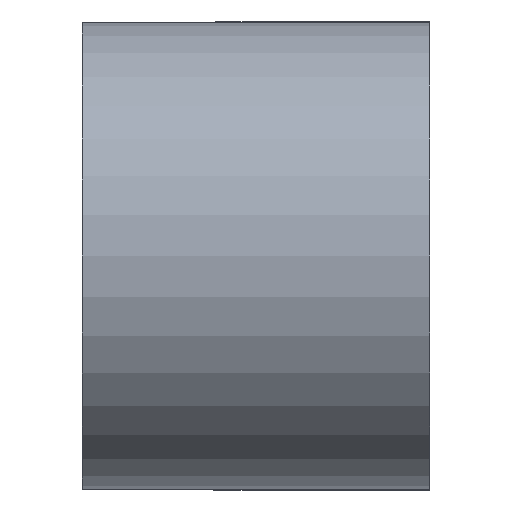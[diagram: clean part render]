
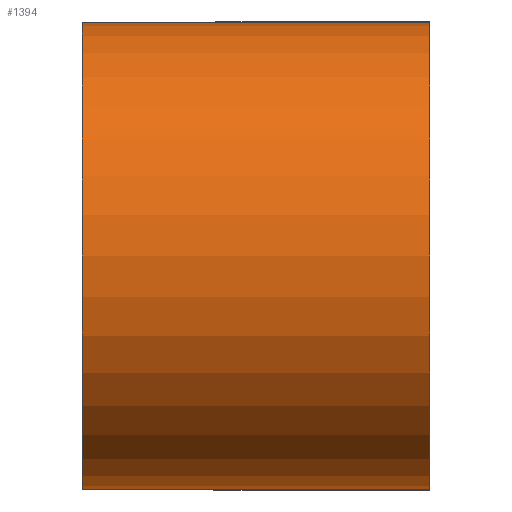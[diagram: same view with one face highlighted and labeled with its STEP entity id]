
A CAD part, left-side view. The second image highlights one B-rep face of the part: STEP entity #1394.
In plain terms, the highlighted cylindrical face has radius 3.5 mm (diameter 7 mm), a partial arc.
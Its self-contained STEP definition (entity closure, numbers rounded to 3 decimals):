
#164=FACE_OUTER_BOUND('',#248,.T.);
#248=EDGE_LOOP('',(#1212,#1213,#1214,#1215));
#295=CIRCLE('',#1491,3.5);
#326=CIRCLE('',#1542,3.5);
#434=LINE('',#3190,#534);
#435=LINE('',#3193,#535);
#534=VECTOR('',#1867,10.);
#535=VECTOR('',#1870,10.);
#617=VERTEX_POINT('',#3022);
#618=VERTEX_POINT('',#3024);
#678=VERTEX_POINT('',#3189);
#679=VERTEX_POINT('',#3191);
#784=EDGE_CURVE('',#618,#617,#295,.T.);
#869=EDGE_CURVE('',#617,#678,#434,.T.);
#870=EDGE_CURVE('',#678,#679,#326,.T.);
#871=EDGE_CURVE('',#679,#618,#435,.T.);
#1212=ORIENTED_EDGE('',*,*,#784,.T.);
#1213=ORIENTED_EDGE('',*,*,#869,.T.);
#1214=ORIENTED_EDGE('',*,*,#870,.T.);
#1215=ORIENTED_EDGE('',*,*,#871,.T.);
#1331=CYLINDRICAL_SURFACE('',#1541,3.5);
#1394=ADVANCED_FACE('',(#164),#1331,.T.);
#1491=AXIS2_PLACEMENT_3D('',#3025,#1711,#1712);
#1541=AXIS2_PLACEMENT_3D('',#3188,#1865,#1866);
#1542=AXIS2_PLACEMENT_3D('',#3192,#1868,#1869);
#1711=DIRECTION('center_axis',(0.,-1.,0.));
#1712=DIRECTION('ref_axis',(-0.707,0.,0.707));
#1865=DIRECTION('center_axis',(0.,1.,0.));
#1866=DIRECTION('ref_axis',(-0.707,0.,0.707));
#1867=DIRECTION('',(0.,-1.,0.));
#1868=DIRECTION('center_axis',(0.,1.,0.));
#1869=DIRECTION('ref_axis',(-0.707,0.,0.707));
#1870=DIRECTION('',(0.,1.,0.));
#3022=CARTESIAN_POINT('',(3.5,5.2,-7.));
#3024=CARTESIAN_POINT('',(3.5,5.2,0.));
#3025=CARTESIAN_POINT('Origin',(3.5,5.2,-3.5));
#3188=CARTESIAN_POINT('Origin',(3.5,0.,-3.5));
#3189=CARTESIAN_POINT('',(3.5,0.,-7.));
#3190=CARTESIAN_POINT('',(3.5,0.,-7.));
#3191=CARTESIAN_POINT('',(3.5,0.,0.));
#3192=CARTESIAN_POINT('Origin',(3.5,0.,-3.5));
#3193=CARTESIAN_POINT('',(3.5,0.,0.));
